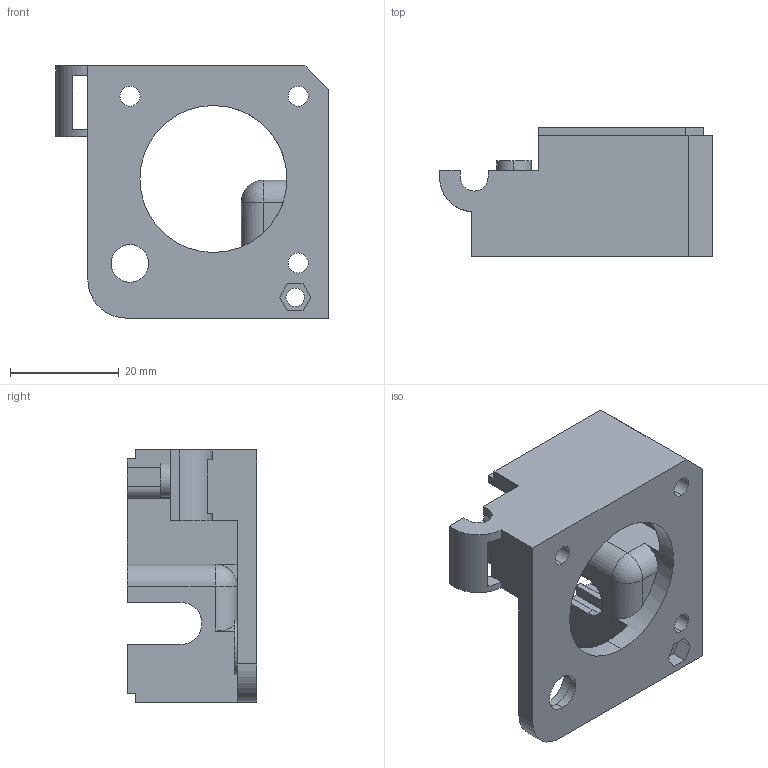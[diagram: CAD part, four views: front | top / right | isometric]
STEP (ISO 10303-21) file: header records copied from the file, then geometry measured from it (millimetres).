
FILE_DESCRIPTION (( 'STEP AP203' ), '1' );
FILE_NAME ('e3d extruder.STEP', '2017-01-27T16:45:57', ( '' ), ( '' ), 'SwSTEP 2.0', 'SolidWorks 2016', '' );
FILE_SCHEMA (( 'CONFIG_CONTROL_DESIGN' ));
Length unit declared in the file: millimetre
Products named in the file (1): e3d extruder
Bounding box: 50.1 x 23.75 x 46.3 mm (x, y, z)
Volume: 13799.6 mm3; surface area: 9633.4 mm2
Topology: 1 solids, 1 shells, 102 faces, 298 edges, 197 vertices
Faces by surface type: plane 66, cylinder 35, sphere 1
Entity records: 3550 total; most frequent: CARTESIAN_POINT 680, ORIENTED_EDGE 594, DIRECTION 573, EDGE_CURVE 297, VECTOR 217, LINE 217, VERTEX_POINT 197, AXIS2_PLACEMENT_3D 178
